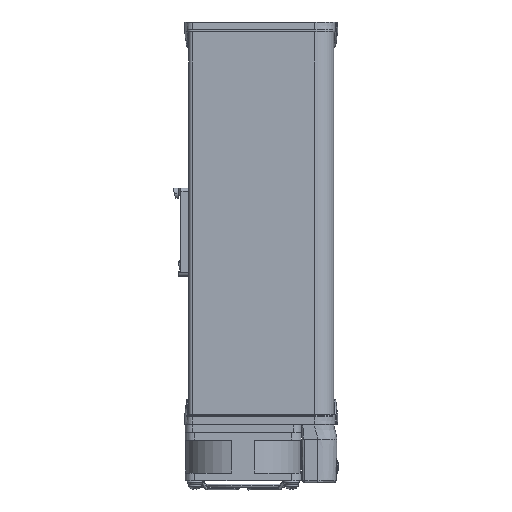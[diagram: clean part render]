
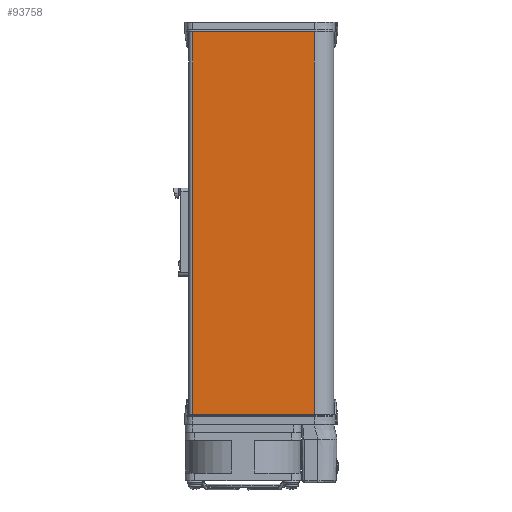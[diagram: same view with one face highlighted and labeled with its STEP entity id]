
A CAD part, left-side view. The second image highlights one B-rep face of the part: STEP entity #93758.
In plain terms, the highlighted face is planar.
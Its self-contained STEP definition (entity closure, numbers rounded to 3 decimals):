
#92659=DIRECTION('',(0.,1.,0.));
#92660=VECTOR('',#92659,63.);
#92661=CARTESIAN_POINT('',(29.989,-27.508,
0.));
#92662=LINE('',#92661,#92660);
#92666=DIRECTION('',(0.,-1.,0.));
#92667=VECTOR('',#92666,63.);
#92668=CARTESIAN_POINT('',(29.989,35.492,-200.));
#92669=LINE('',#92668,#92667);
#92681=DIRECTION('',(0.,0.,-1.));
#92682=VECTOR('',#92681,200.);
#92683=CARTESIAN_POINT('',(29.989,-27.508,
0.));
#92684=LINE('',#92683,#92682);
#93568=DIRECTION('',(0.,0.,1.));
#93569=VECTOR('',#93568,200.);
#93570=CARTESIAN_POINT('',(29.989,35.492,-200.));
#93571=LINE('',#93570,#93569);
#93575=CARTESIAN_POINT('',(29.989,-27.508,
0.));
#93576=CARTESIAN_POINT('',(29.989,35.492,
0.));
#93577=VERTEX_POINT('',#93575);
#93578=VERTEX_POINT('',#93576);
#93579=CARTESIAN_POINT('',(29.989,35.492,-200.));
#93580=CARTESIAN_POINT('',(29.989,-27.508,-200.));
#93581=VERTEX_POINT('',#93579);
#93582=VERTEX_POINT('',#93580);
#93743=CARTESIAN_POINT('',(29.989,-33.809,20.001));
#93744=DIRECTION('',(1.,0.,0.));
#93745=DIRECTION('',(0.,1.,0.));
#93746=AXIS2_PLACEMENT_3D('',#93743,#93744,#93745);
#93747=PLANE('',#93746);
#93749=ORIENTED_EDGE('',*,*,#93748,.F.);
#93751=ORIENTED_EDGE('',*,*,#93750,.T.);
#93753=ORIENTED_EDGE('',*,*,#93752,.F.);
#93755=ORIENTED_EDGE('',*,*,#93754,.T.);
#93756=EDGE_LOOP('',(#93749,#93751,#93753,#93755));
#93757=FACE_OUTER_BOUND('',#93756,.F.);
#93748=EDGE_CURVE('',#93577,#93582,#92684,.T.);
#93750=EDGE_CURVE('',#93577,#93578,#92662,.T.);
#93752=EDGE_CURVE('',#93581,#93578,#93571,.T.);
#93754=EDGE_CURVE('',#93581,#93582,#92669,.T.);
#93758=ADVANCED_FACE('',(#93757),#93747,.T.);
